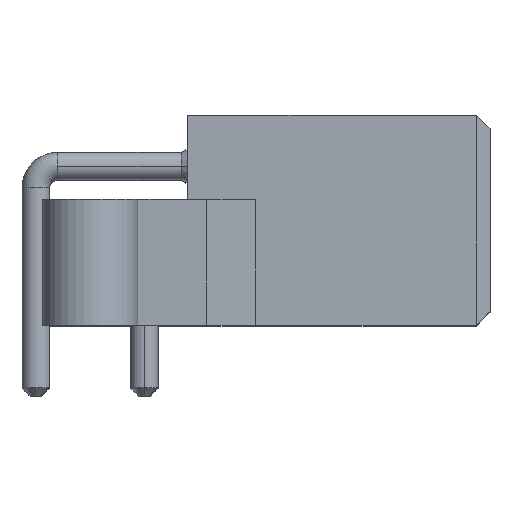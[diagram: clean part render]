
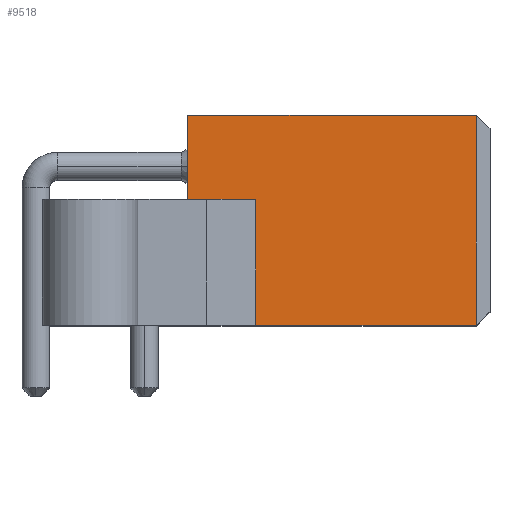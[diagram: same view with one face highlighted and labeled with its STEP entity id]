
A CAD part, top view. The second image highlights one B-rep face of the part: STEP entity #9518.
In plain terms, the highlighted planar face has unit normal (0, 0, 1).
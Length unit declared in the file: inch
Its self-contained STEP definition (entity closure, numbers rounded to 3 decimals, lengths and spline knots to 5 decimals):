
#2645 = DIRECTION ( 'NONE',  ( 0., -1., 0. ) ) ;
#2646 = VECTOR ( 'NONE', #2645, 39.37008 ) ;
#2647 = CARTESIAN_POINT ( 'NONE',  ( -0.1535, 0.232, 0.3985 ) ) ;
#2648 = LINE ( 'NONE', #2647, #2646 ) ;
#2650 = CARTESIAN_POINT ( 'NONE',  ( -0.1535, 0.232, 0.3985 ) ) ;
#2651 = DIRECTION ( 'NONE',  ( -1., 0., 0. ) ) ;
#2652 = VECTOR ( 'NONE', #2651, 39.37008 ) ;
#2653 = CARTESIAN_POINT ( 'NONE',  ( -0.2785, 0.232, 0.3985 ) ) ;
#2654 = LINE ( 'NONE', #2653, #2652 ) ;
#2655 = CARTESIAN_POINT ( 'NONE',  ( -0.2785, 0.232, 0.3985 ) ) ;
#2656 = DIRECTION ( 'NONE',  ( 0., -1., 0. ) ) ;
#2657 = VECTOR ( 'NONE', #2656, 39.37008 ) ;
#2658 = CARTESIAN_POINT ( 'NONE',  ( -0.2785, 0.387, 0.3985 ) ) ;
#2659 = LINE ( 'NONE', #2658, #2657 ) ;
#2660 = CARTESIAN_POINT ( 'NONE',  ( -0.2785, 0.387, 0.3985 ) ) ;
#2661 = DIRECTION ( 'NONE',  ( 1., 0., 0. ) ) ;
#2662 = VECTOR ( 'NONE', #2661, 39.37008 ) ;
#2663 = CARTESIAN_POINT ( 'NONE',  ( -0.2785, 0.387, 0.3985 ) ) ;
#2664 = LINE ( 'NONE', #2663, #2662 ) ;
#2665 = CARTESIAN_POINT ( 'NONE',  ( 0.2535, 0.387, 0.3985 ) ) ;
#2666 = DIRECTION ( 'NONE',  ( 0., 1., 0. ) ) ;
#2667 = VECTOR ( 'NONE', #2666, 39.37008 ) ;
#2668 = CARTESIAN_POINT ( 'NONE',  ( 0.2535, 0.387, 0.3985 ) ) ;
#2669 = LINE ( 'NONE', #2668, #2667 ) ;
#2670 = CARTESIAN_POINT ( 'NONE',  ( 0.2535, 0., 0.3985 ) ) ;
#3451 = FACE_OUTER_BOUND ( 'NONE', #9519, .T. ) ;
#3564 = CARTESIAN_POINT ( 'NONE',  ( -0.1535, 0., 0.3985 ) ) ;
#3565 = DIRECTION ( 'NONE',  ( 1., 0., 0. ) ) ;
#3566 = VECTOR ( 'NONE', #3565, 39.37008 ) ;
#3567 = CARTESIAN_POINT ( 'NONE',  ( -0.2785, 0., 0.3985 ) ) ;
#3568 = LINE ( 'NONE', #3567, #3566 ) ;
#3569 = DIRECTION ( 'NONE',  ( -1., 0., 0. ) ) ;
#3570 = DIRECTION ( 'NONE',  ( 0., 0., -1. ) ) ;
#3571 = CARTESIAN_POINT ( 'NONE',  ( -0.2785, 0.387, 0.3985 ) ) ;
#3572 = AXIS2_PLACEMENT_3D ( 'NONE', #3571, #3570, #3569 ) ;
#3573 = PLANE ( 'NONE',  #3572 ) ;
#9210 = VERTEX_POINT ( 'NONE', #2670 ) ;
#9211 = ORIENTED_EDGE ( 'NONE', *, *, #9212, .T. ) ;
#9212 = EDGE_CURVE ( 'NONE', #9210, #9213, #2669, .T. ) ;
#9213 = VERTEX_POINT ( 'NONE', #2665 ) ;
#9214 = ORIENTED_EDGE ( 'NONE', *, *, #9215, .F. ) ;
#9215 = EDGE_CURVE ( 'NONE', #9216, #9213, #2664, .T. ) ;
#9216 = VERTEX_POINT ( 'NONE', #2660 ) ;
#9217 = ORIENTED_EDGE ( 'NONE', *, *, #9218, .T. ) ;
#9218 = EDGE_CURVE ( 'NONE', #9216, #9219, #2659, .T. ) ;
#9219 = VERTEX_POINT ( 'NONE', #2655 ) ;
#9220 = ORIENTED_EDGE ( 'NONE', *, *, #9221, .F. ) ;
#9221 = EDGE_CURVE ( 'NONE', #9222, #9219, #2654, .T. ) ;
#9222 = VERTEX_POINT ( 'NONE', #2650 ) ;
#9223 = ORIENTED_EDGE ( 'NONE', *, *, #9224, .T. ) ;
#9224 = EDGE_CURVE ( 'NONE', #9222, #9522, #2648, .T. ) ;
#9518 = ADVANCED_FACE ( 'NONE', ( #3451 ), #3573, .F. ) ;
#9519 = EDGE_LOOP ( 'NONE', ( #9520, #9211, #9214, #9217, #9220, #9223 ) ) ;
#9520 = ORIENTED_EDGE ( 'NONE', *, *, #9521, .T. ) ;
#9521 = EDGE_CURVE ( 'NONE', #9522, #9210, #3568, .T. ) ;
#9522 = VERTEX_POINT ( 'NONE', #3564 ) ;
